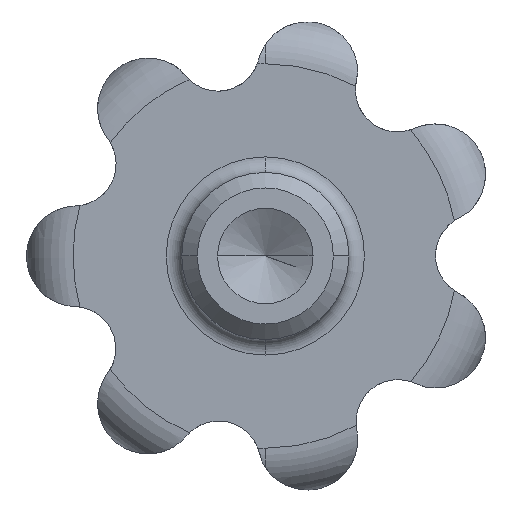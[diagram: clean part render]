
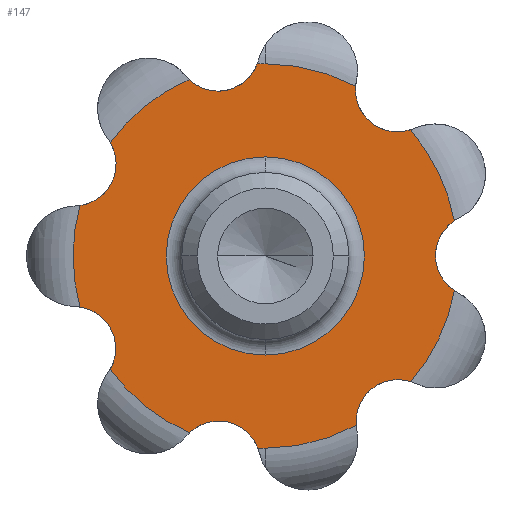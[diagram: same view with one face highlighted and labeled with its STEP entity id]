
A CAD part, front view. The second image highlights one B-rep face of the part: STEP entity #147.
In plain terms, the highlighted planar face has unit normal (0, -1, 0).
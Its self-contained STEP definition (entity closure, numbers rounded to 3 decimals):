
#147 = ADVANCED_FACE( '', ( #294, #295 ), #296, .T. );
#294 = FACE_OUTER_BOUND( '', #442, .T. );
#295 = FACE_BOUND( '', #443, .T. );
#296 = PLANE( '', #444 );
#442 = EDGE_LOOP( '', ( #1052, #1053, #1054, #1055, #1056, #1057, #1058, #1059, #1060, #1061, #1062, #1063, #1064, #1065, #1066, #1067 ) );
#443 = EDGE_LOOP( '', ( #1068, #1069, #1070 ) );
#444 = AXIS2_PLACEMENT_3D( '', #1071, #1072, #1073 );
#1052 = ORIENTED_EDGE( '', *, *, #1172, .T. );
#1053 = ORIENTED_EDGE( '', *, *, #1261, .F. );
#1054 = ORIENTED_EDGE( '', *, *, #1242, .T. );
#1055 = ORIENTED_EDGE( '', *, *, #1256, .F. );
#1056 = ORIENTED_EDGE( '', *, *, #1229, .T. );
#1057 = ORIENTED_EDGE( '', *, *, #1254, .F. );
#1058 = ORIENTED_EDGE( '', *, *, #1113, .F. );
#1059 = ORIENTED_EDGE( '', *, *, #1222, .T. );
#1060 = ORIENTED_EDGE( '', *, *, #1250, .F. );
#1061 = ORIENTED_EDGE( '', *, *, #1209, .T. );
#1062 = ORIENTED_EDGE( '', *, *, #1252, .F. );
#1063 = ORIENTED_EDGE( '', *, *, #1197, .T. );
#1064 = ORIENTED_EDGE( '', *, *, #1101, .F. );
#1065 = ORIENTED_EDGE( '', *, *, #1255, .F. );
#1066 = ORIENTED_EDGE( '', *, *, #1185, .T. );
#1067 = ORIENTED_EDGE( '', *, *, #1258, .F. );
#1068 = ORIENTED_EDGE( '', *, *, #1277, .T. );
#1069 = ORIENTED_EDGE( '', *, *, #1078, .T. );
#1070 = ORIENTED_EDGE( '', *, *, #1278, .T. );
#1071 = CARTESIAN_POINT( '', ( 12.2, 13., 0. ) );
#1072 = DIRECTION( '', ( 0., -1., 0. ) );
#1073 = DIRECTION( '', ( -1., 0., 0. ) );
#1078 = EDGE_CURVE( '', #1280, #1286, #1288, .T. );
#1101 = EDGE_CURVE( '', #1329, #1332, #1333, .T. );
#1113 = EDGE_CURVE( '', #1354, #1344, #1356, .T. );
#1172 = EDGE_CURVE( '', #1459, #1457, #1460, .T. );
#1185 = EDGE_CURVE( '', #1482, #1480, #1483, .T. );
#1197 = EDGE_CURVE( '', #1501, #1332, #1502, .T. );
#1209 = EDGE_CURVE( '', #1522, #1520, #1523, .T. );
#1222 = EDGE_CURVE( '', #1354, #1543, #1545, .T. );
#1229 = EDGE_CURVE( '', #1554, #1552, #1555, .T. );
#1242 = EDGE_CURVE( '', #1577, #1575, #1578, .T. );
#1250 = EDGE_CURVE( '', #1522, #1543, #1590, .T. );
#1252 = EDGE_CURVE( '', #1501, #1520, #1592, .T. );
#1254 = EDGE_CURVE( '', #1344, #1552, #1594, .T. );
#1255 = EDGE_CURVE( '', #1482, #1329, #1595, .T. );
#1256 = EDGE_CURVE( '', #1554, #1575, #1596, .T. );
#1258 = EDGE_CURVE( '', #1459, #1480, #1598, .T. );
#1261 = EDGE_CURVE( '', #1577, #1457, #1601, .T. );
#1277 = EDGE_CURVE( '', #1617, #1280, #1618, .T. );
#1278 = EDGE_CURVE( '', #1286, #1617, #1619, .T. );
#1280 = VERTEX_POINT( '', #1621 );
#1286 = VERTEX_POINT( '', #1627 );
#1288 = CIRCLE( '', #1629, 8.3 );
#1329 = VERTEX_POINT( '', #1750 );
#1332 = VERTEX_POINT( '', #1753 );
#1333 = CIRCLE( '', #1754, 16.1 );
#1344 = VERTEX_POINT( '', #1805 );
#1354 = VERTEX_POINT( '', #1852 );
#1356 = CIRCLE( '', #1857, 16.1 );
#1457 = VERTEX_POINT( '', #2263 );
#1459 = VERTEX_POINT( '', #2268 );
#1460 = CIRCLE( '', #2269, 3.5 );
#1480 = VERTEX_POINT( '', #2360 );
#1482 = VERTEX_POINT( '', #2365 );
#1483 = CIRCLE( '', #2366, 3.5 );
#1501 = VERTEX_POINT( '', #2463 );
#1502 = CIRCLE( '', #2464, 3.5 );
#1520 = VERTEX_POINT( '', #2554 );
#1522 = VERTEX_POINT( '', #2559 );
#1523 = CIRCLE( '', #2560, 3.5 );
#1543 = VERTEX_POINT( '', #2653 );
#1545 = CIRCLE( '', #2658, 3.5 );
#1552 = VERTEX_POINT( '', #2692 );
#1554 = VERTEX_POINT( '', #2697 );
#1555 = CIRCLE( '', #2698, 3.5 );
#1575 = VERTEX_POINT( '', #2791 );
#1577 = VERTEX_POINT( '', #2796 );
#1578 = CIRCLE( '', #2797, 3.5 );
#1590 = CIRCLE( '', #2850, 16.1 );
#1592 = CIRCLE( '', #2852, 16.1 );
#1594 = CIRCLE( '', #2854, 16.1 );
#1595 = CIRCLE( '', #2855, 16.1 );
#1596 = CIRCLE( '', #2856, 16.1 );
#1598 = CIRCLE( '', #2858, 16.1 );
#1601 = CIRCLE( '', #2861, 16.1 );
#1617 = VERTEX_POINT( '', #2877 );
#1618 = CIRCLE( '', #2878, 8.3 );
#1619 = CIRCLE( '', #2879, 8.3 );
#1621 = CARTESIAN_POINT( '', ( 0., 13., -8.3 ) );
#1627 = CARTESIAN_POINT( '', ( 0., 13., 8.3 ) );
#1629 = AXIS2_PLACEMENT_3D( '', #2892, #2893, #2894 );
#1750 = CARTESIAN_POINT( '', ( 0., 13., 16.1 ) );
#1753 = CARTESIAN_POINT( '', ( 7.566, 13., 14.211 ) );
#1754 = AXIS2_PLACEMENT_3D( '', #2929, #2930, #2931 );
#1805 = CARTESIAN_POINT( '', ( 0., 13., -16.1 ) );
#1852 = CARTESIAN_POINT( '', ( 7.616, 13., -14.185 ) );
#1857 = AXIS2_PLACEMENT_3D( '', #2941, #2942, #2943 );
#2263 = CARTESIAN_POINT( '', ( -15.535, 13., 4.229 ) );
#2268 = CARTESIAN_POINT( '', ( -12.997, 13., 9.502 ) );
#2269 = AXIS2_PLACEMENT_3D( '', #2983, #2984, #2985 );
#2360 = CARTESIAN_POINT( '', ( -6.386, 13., 14.779 ) );
#2365 = CARTESIAN_POINT( '', ( -0.683, 13., 16.086 ) );
#2366 = AXIS2_PLACEMENT_3D( '', #2989, #2990, #2991 );
#2463 = CARTESIAN_POINT( '', ( 12.145, 13., 10.569 ) );
#2464 = AXIS2_PLACEMENT_3D( '', #2995, #2996, #2997 );
#2554 = CARTESIAN_POINT( '', ( 15.827, 13., 2.953 ) );
#2559 = CARTESIAN_POINT( '', ( 15.837, 13., -2.898 ) );
#2560 = AXIS2_PLACEMENT_3D( '', #3001, #3002, #3003 );
#2653 = CARTESIAN_POINT( '', ( 12.182, 13., -10.527 ) );
#2658 = AXIS2_PLACEMENT_3D( '', #3007, #3008, #3009 );
#2692 = CARTESIAN_POINT( '', ( -0.627, 13., -16.088 ) );
#2697 = CARTESIAN_POINT( '', ( -6.335, 13., -14.801 ) );
#2698 = AXIS2_PLACEMENT_3D( '', #3013, #3014, #3015 );
#2791 = CARTESIAN_POINT( '', ( -12.998, 13., -9.5 ) );
#2796 = CARTESIAN_POINT( '', ( -15.519, 13., -4.285 ) );
#2797 = AXIS2_PLACEMENT_3D( '', #3019, #3020, #3021 );
#2850 = AXIS2_PLACEMENT_3D( '', #3023, #3024, #3025 );
#2852 = AXIS2_PLACEMENT_3D( '', #3029, #3030, #3031 );
#2854 = AXIS2_PLACEMENT_3D( '', #3035, #3036, #3037 );
#2855 = AXIS2_PLACEMENT_3D( '', #3038, #3039, #3040 );
#2856 = AXIS2_PLACEMENT_3D( '', #3041, #3042, #3043 );
#2858 = AXIS2_PLACEMENT_3D( '', #3047, #3048, #3049 );
#2861 = AXIS2_PLACEMENT_3D( '', #3056, #3057, #3058 );
#2877 = CARTESIAN_POINT( '', ( 8.3, 13., 0. ) );
#2878 = AXIS2_PLACEMENT_3D( '', #3104, #3105, #3106 );
#2879 = AXIS2_PLACEMENT_3D( '', #3107, #3108, #3109 );
#2892 = CARTESIAN_POINT( '', ( 0., 13., 0. ) );
#2893 = DIRECTION( '', ( 0., 1., 0. ) );
#2894 = DIRECTION( '', ( 1., 0., 0. ) );
#2929 = CARTESIAN_POINT( '', ( 0., 13., 0. ) );
#2930 = DIRECTION( '', ( 0., 1., 0. ) );
#2931 = DIRECTION( '', ( 1., 0., 0. ) );
#2941 = CARTESIAN_POINT( '', ( 0., 13., 0. ) );
#2942 = DIRECTION( '', ( 0., 1., 0. ) );
#2943 = DIRECTION( '', ( 1., 0., 0. ) );
#2983 = CARTESIAN_POINT( '', ( -15.997, 13., 7.699 ) );
#2984 = DIRECTION( '', ( 0., 1., 0. ) );
#2985 = DIRECTION( '', ( 0.114, 0., -0.994 ) );
#2989 = CARTESIAN_POINT( '', ( -3.963, 13., 17.305 ) );
#2990 = DIRECTION( '', ( 0., 1., 0. ) );
#2991 = DIRECTION( '', ( -0.705, 0., -0.709 ) );
#2995 = CARTESIAN_POINT( '', ( 11.052, 13., 13.894 ) );
#2996 = DIRECTION( '', ( 0., 1., 0. ) );
#2997 = DIRECTION( '', ( -0.994, 0., 0.109 ) );
#3001 = CARTESIAN_POINT( '', ( 17.753, 13., 0.031 ) );
#3002 = DIRECTION( '', ( 0., 1., 0. ) );
#3003 = DIRECTION( '', ( -0.535, 0., 0.845 ) );
#3007 = CARTESIAN_POINT( '', ( 11.1, 13., -13.855 ) );
#3008 = DIRECTION( '', ( 0., 1., 0. ) );
#3009 = DIRECTION( '', ( 0.327, 0., 0.945 ) );
#3013 = CARTESIAN_POINT( '', ( -3.903, 13., -17.319 ) );
#3014 = DIRECTION( '', ( 0., 1., 0. ) );
#3015 = DIRECTION( '', ( 0.942, 0., 0.334 ) );
#3019 = CARTESIAN_POINT( '', ( -16.028, 13., -7.748 ) );
#3020 = DIRECTION( '', ( 0., 1., 0. ) );
#3021 = DIRECTION( '', ( 0.845, 0., -0.534 ) );
#3023 = CARTESIAN_POINT( '', ( 0., 13., 0. ) );
#3024 = DIRECTION( '', ( 0., 1., 0. ) );
#3025 = DIRECTION( '', ( 1., 0., 0. ) );
#3029 = CARTESIAN_POINT( '', ( 0., 13., 0. ) );
#3030 = DIRECTION( '', ( 0., 1., 0. ) );
#3031 = DIRECTION( '', ( 1., 0., 0. ) );
#3035 = CARTESIAN_POINT( '', ( 0., 13., 0. ) );
#3036 = DIRECTION( '', ( 0., 1., 0. ) );
#3037 = DIRECTION( '', ( 1., 0., 0. ) );
#3038 = CARTESIAN_POINT( '', ( 0., 13., 0. ) );
#3039 = DIRECTION( '', ( 0., 1., 0. ) );
#3040 = DIRECTION( '', ( 1., 0., 0. ) );
#3041 = CARTESIAN_POINT( '', ( 0., 13., 0. ) );
#3042 = DIRECTION( '', ( 0., 1., 0. ) );
#3043 = DIRECTION( '', ( 1., 0., 0. ) );
#3047 = CARTESIAN_POINT( '', ( 0., 13., 0. ) );
#3048 = DIRECTION( '', ( 0., 1., 0. ) );
#3049 = DIRECTION( '', ( 1., 0., 0. ) );
#3056 = CARTESIAN_POINT( '', ( 0., 13., 0. ) );
#3057 = DIRECTION( '', ( 0., 1., 0. ) );
#3058 = DIRECTION( '', ( 1., 0., 0. ) );
#3104 = CARTESIAN_POINT( '', ( 0., 13., 0. ) );
#3105 = DIRECTION( '', ( 0., 1., 0. ) );
#3106 = DIRECTION( '', ( 1., 0., 0. ) );
#3107 = CARTESIAN_POINT( '', ( 0., 13., 0. ) );
#3108 = DIRECTION( '', ( 0., 1., 0. ) );
#3109 = DIRECTION( '', ( 1., 0., 0. ) );
